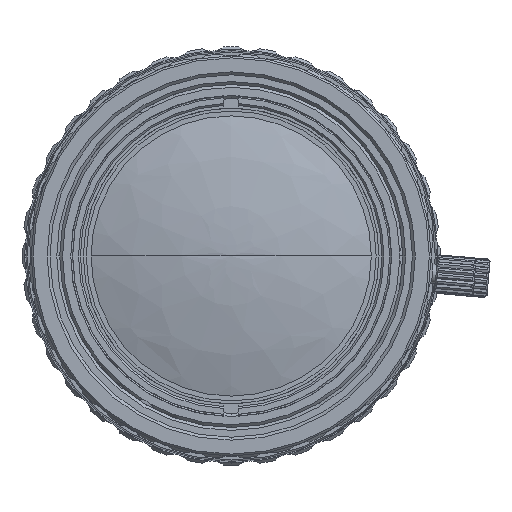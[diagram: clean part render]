
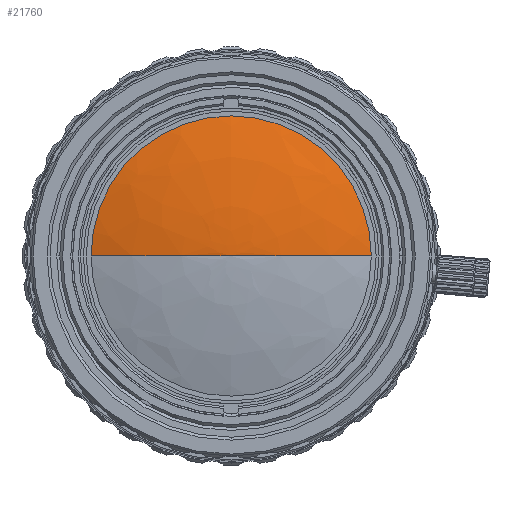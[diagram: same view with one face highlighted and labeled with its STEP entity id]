
A CAD part, left-side view. The second image highlights one B-rep face of the part: STEP entity #21760.
In plain terms, the highlighted free-form (B-spline) face has degree [3, 3] with [4, 4] control points.
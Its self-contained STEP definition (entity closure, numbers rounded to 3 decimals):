
#848 = CARTESIAN_POINT ( 'NONE',  ( -58.071, 5.192, 10.385 ) ) ;
#3695 = EDGE_CURVE ( 'NONE', #45375, #45005, #18231, .T. ) ;
#3876 = CARTESIAN_POINT ( 'NONE',  ( -55.766, 0., 15.288 ) ) ;
#6592 = CARTESIAN_POINT ( 'NONE',  ( -58.071, 0., 0. ) ) ;
#8623 = VERTEX_POINT ( 'NONE', #15375 ) ;
#9208 = ORIENTED_EDGE ( 'NONE', *, *, #51684, .F. ) ;
#9954 = CARTESIAN_POINT ( 'NONE',  ( -6.207, 0., 0. ) ) ;
#10568 = CARTESIAN_POINT ( 'NONE',  ( -55.766, 15.288, 0. ) ) ;
#11986 = ORIENTED_EDGE ( 'NONE', *, *, #3695, .F. ) ;
#11993 = CARTESIAN_POINT ( 'NONE',  ( -58.071, -5.192, 0. ) ) ;
#14032 = AXIS2_PLACEMENT_3D ( 'NONE', #71135, #25862, #65722 ) ;
#15210 = ORIENTED_EDGE ( 'NONE', *, *, #68235, .F. ) ;
#15375 = CARTESIAN_POINT ( 'NONE',  ( -58.071, 0., 0. ) ) ;
#16351 = DIRECTION ( 'NONE',  ( 0., 0., 1. ) ) ;
#16536 = DIRECTION ( 'NONE',  ( 0., 0., -1. ) ) ;
#16992 = CARTESIAN_POINT ( 'NONE',  ( -58.071, 5.192, 0. ) ) ;
#17083 = EDGE_LOOP ( 'NONE', ( #15210, #31830, #11986, #9208 ) ) ;
#18231 = CIRCLE ( 'NONE', #20503, 15.288 ) ;
#20503 = AXIS2_PLACEMENT_3D ( 'NONE', #33778, #43850, #16536 ) ;
#21760 = ADVANCED_FACE ( 'NONE', ( #37846 ), #65173, .F. ) ;
#22409 = CARTESIAN_POINT ( 'NONE',  ( -58.071, 0., 0. ) ) ;
#25862 = DIRECTION ( 'NONE',  ( 1., 0., 0. ) ) ;
#26853 = EDGE_CURVE ( 'NONE', #8623, #45005, #27738, .T. ) ;
#27413 = CARTESIAN_POINT ( 'NONE',  ( -55.766, -15.288, 30.577 ) ) ;
#27738 = CIRCLE ( 'NONE', #47254, 51.864 ) ;
#27827 = DIRECTION ( 'NONE',  ( -1., 0., 0. ) ) ;
#31830 = ORIENTED_EDGE ( 'NONE', *, *, #26853, .T. ) ;
#33778 = CARTESIAN_POINT ( 'NONE',  ( -55.766, 0., 0. ) ) ;
#33896 = CARTESIAN_POINT ( 'NONE',  ( -57.297, 10.327, 20.653 ) ) ;
#37846 = FACE_OUTER_BOUND ( 'NONE', #17083, .T. ) ;
#43850 = DIRECTION ( 'NONE',  ( 1., 0., 0. ) ) ;
#44072 = AXIS2_PLACEMENT_3D ( 'NONE', #9954, #64240, #53450 ) ;
#44325 = CARTESIAN_POINT ( 'NONE',  ( -58.071, 0., 0. ) ) ;
#44667 = CARTESIAN_POINT ( 'NONE',  ( -55.766, 15.288, 0. ) ) ;
#45005 = VERTEX_POINT ( 'NONE', #60847 ) ;
#45375 = VERTEX_POINT ( 'NONE', #3876 ) ;
#47254 = AXIS2_PLACEMENT_3D ( 'NONE', #49409, #16351, #27827 ) ;
#48435 = CIRCLE ( 'NONE', #14032, 15.288 ) ;
#48636 = CIRCLE ( 'NONE', #44072, 51.864 ) ;
#49016 = CARTESIAN_POINT ( 'NONE',  ( -55.766, -15.288, 0. ) ) ;
#49409 = CARTESIAN_POINT ( 'NONE',  ( -6.207, 0., 0. ) ) ;
#49731 = CARTESIAN_POINT ( 'NONE',  ( -57.297, -10.327, 20.653 ) ) ;
#50087 = CARTESIAN_POINT ( 'NONE',  ( -58.071, -5.192, 10.385 ) ) ;
#50432 = CARTESIAN_POINT ( 'NONE',  ( -57.297, -10.327, 0. ) ) ;
#51011 = VERTEX_POINT ( 'NONE', #10568 ) ;
#51684 = EDGE_CURVE ( 'NONE', #51011, #45375, #48435, .T. ) ;
#53450 = DIRECTION ( 'NONE',  ( -1., 0., 0. ) ) ;
#54404 = CARTESIAN_POINT ( 'NONE',  ( -57.297, 10.327, 0. ) ) ;
#54744 = CARTESIAN_POINT ( 'NONE',  ( -58.071, 0., 0. ) ) ;
#60847 = CARTESIAN_POINT ( 'NONE',  ( -55.766, -15.288, 0. ) ) ;
#64240 = DIRECTION ( 'NONE',  ( 0., 0., -1. ) ) ;
#65173 =( BOUNDED_SURFACE ( )  B_SPLINE_SURFACE ( 3, 3, ( 
 ( #22409, #54744, #44325, #6592 ),
 ( #16992, #848, #50087, #11993 ),
 ( #54404, #33896, #49731, #50432 ),
 ( #44667, #65182, #27413, #49016 ) ),
 .UNSPECIFIED., .F., .F., .F. ) 
 B_SPLINE_SURFACE_WITH_KNOTS ( ( 4, 4 ),
 ( 4, 4 ),
 ( 0., 1. ),
 ( 0., 1. ),
 .UNSPECIFIED. ) 
 GEOMETRIC_REPRESENTATION_ITEM ( )  RATIONAL_B_SPLINE_SURFACE ( (
 ( 1., 0.333, 0.333, 1.),
 ( 0.993, 0.331, 0.331, 0.993),
 ( 0.993, 0.331, 0.331, 0.993),
 ( 1., 0.333, 0.333, 1.) ) ) 
 REPRESENTATION_ITEM ( '' )  SURFACE ( )  );
#65182 = CARTESIAN_POINT ( 'NONE',  ( -55.766, 15.288, 30.577 ) ) ;
#65722 = DIRECTION ( 'NONE',  ( 0., 0., -1. ) ) ;
#68235 = EDGE_CURVE ( 'NONE', #8623, #51011, #48636, .T. ) ;
#71135 = CARTESIAN_POINT ( 'NONE',  ( -55.766, 0., 0. ) ) ;
